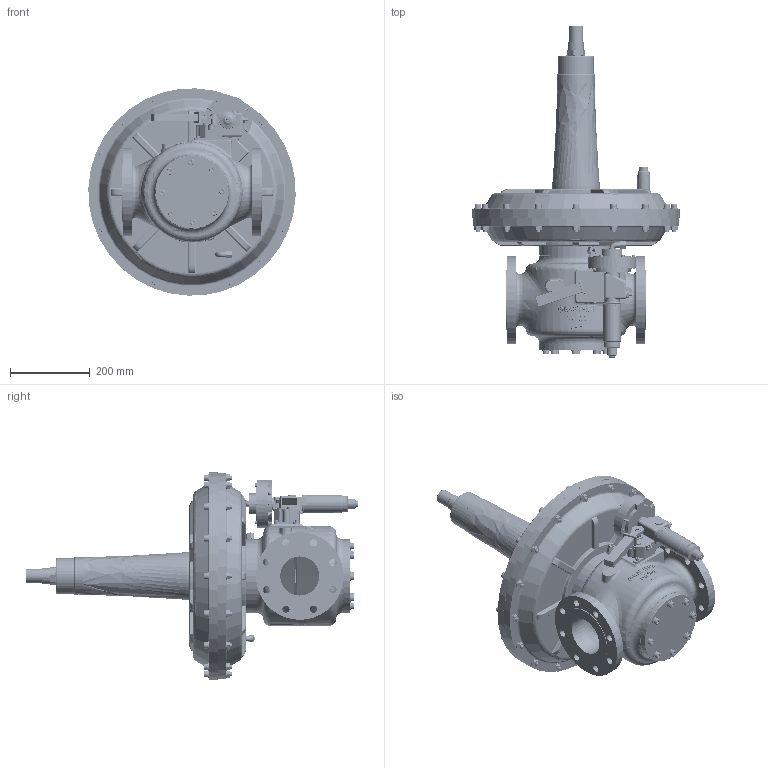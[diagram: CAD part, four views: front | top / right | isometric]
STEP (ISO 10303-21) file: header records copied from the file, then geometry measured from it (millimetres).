
FILE_DESCRIPTION (( 'STEP AP203' ), '1' );
FILE_NAME ('F100S.STEP', '2020-04-13T09:26:02', ( '' ), ( '' ), 'SwSTEP 2.0', 'SolidWorks 2017', '' );
FILE_SCHEMA (( 'CONFIG_CONTROL_DESIGN' ));
Length unit declared in the file: millimetre
Products named in the file (1): F100S
Bounding box: 519.88 x 832.75 x 519.88 mm (x, y, z)
Volume: 19798275.5 mm3; surface area: 3020048.7 mm2
Topology: 145 solids, 145 shells, 4247 faces, 9724 edges, 5990 vertices
Faces by surface type: cylinder 1556, plane 1369, cone 472, bspline 401, torus 377, sphere 72
Entity records: 151779 total; most frequent: CARTESIAN_POINT 56833, DIRECTION 20018, ORIENTED_EDGE 19284, EDGE_CURVE 9642, AXIS2_PLACEMENT_3D 8096, VERTEX_POINT 5989, EDGE_LOOP 5001, CIRCLE 4249
